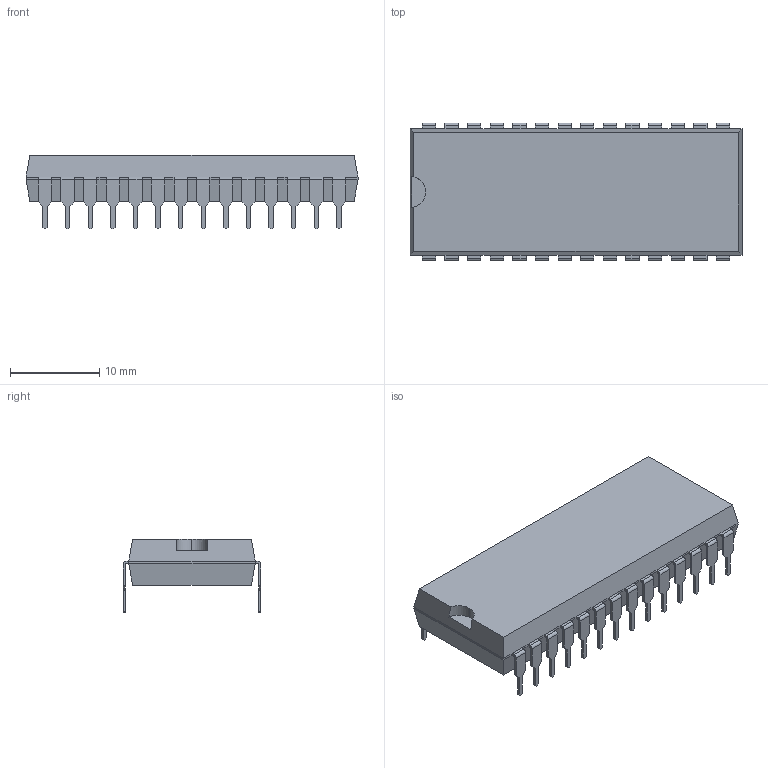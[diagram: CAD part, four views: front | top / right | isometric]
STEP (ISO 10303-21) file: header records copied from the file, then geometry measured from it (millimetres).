
FILE_DESCRIPTION (( 'STEP AP214' ), '1' );
FILE_NAME ('6D0DA26E-D701-477A-9CCA-F27BB3265ACB.STEP', '2008-08-16T11:45:37', ( 'Solidworks' ), ( 'Solidworks' ), 'SwSTEP 2.0', 'SolidWorks 2008', '' );
FILE_SCHEMA (( 'AUTOMOTIVE_DESIGN' ));
Length unit declared in the file: millimetre
Products named in the file (1): 6D0DA26E-D701-477A-9CCA-F27BB3265ACB
Bounding box: 37.3 x 15.49 x 8.28 mm (x, y, z)
Volume: 2683 mm3; surface area: 1945.1 mm2
Topology: 1 solids, 1 shells, 465 faces, 1269 edges, 806 vertices
Faces by surface type: plane 407, cylinder 58
Entity records: 14857 total; most frequent: CARTESIAN_POINT 2547, ORIENTED_EDGE 2538, DIRECTION 2315, EDGE_CURVE 1269, VECTOR 1151, LINE 1151, VERTEX_POINT 806, AXIS2_PLACEMENT_3D 582
